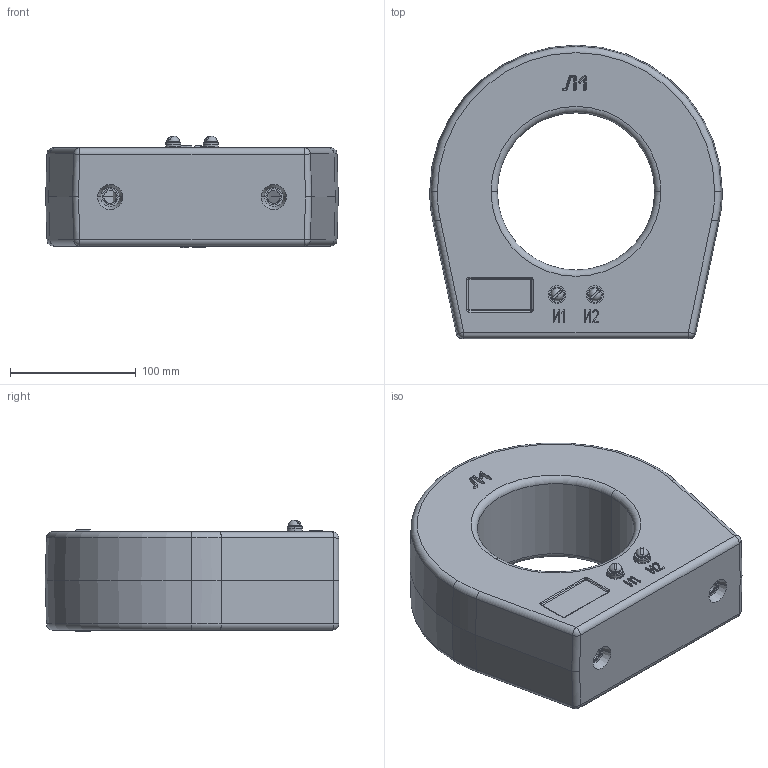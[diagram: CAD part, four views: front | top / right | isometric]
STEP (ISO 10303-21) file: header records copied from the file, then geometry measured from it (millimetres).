
FILE_DESCRIPTION (( 'STEP AP203' ), '1' );
FILE_NAME ('痀咁-125.STEP', '2017-12-21T09:39:58', ( '' ), ( '' ), 'SwSTEP 2.0', 'SolidWorks 2010', '' );
FILE_SCHEMA (( 'CONFIG_CONTROL_DESIGN' ));
Length unit declared in the file: millimetre
Products named in the file (1): 痀咁-125
Bounding box: 232.38 x 233.19 x 88.9 mm (x, y, z)
Surface area: 156717.1 mm2 (no closed solid volume)
Topology: 0 solids, 13 shells, 197 faces, 568 edges, 380 vertices
Faces by surface type: plane 72, cylinder 42, cone 34, bspline 23, torus 14, sphere 12
Entity records: 7428 total; most frequent: CARTESIAN_POINT 2316, DIRECTION 1030, ORIENTED_EDGE 1000, EDGE_CURVE 564, VERTEX_POINT 380, AXIS2_PLACEMENT_3D 376, VECTOR 278, LINE 278
